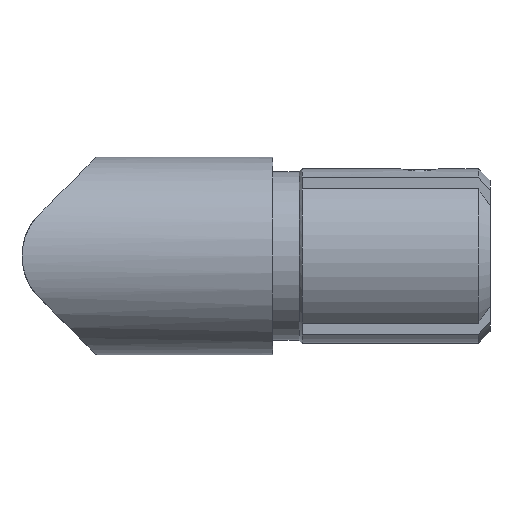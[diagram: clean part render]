
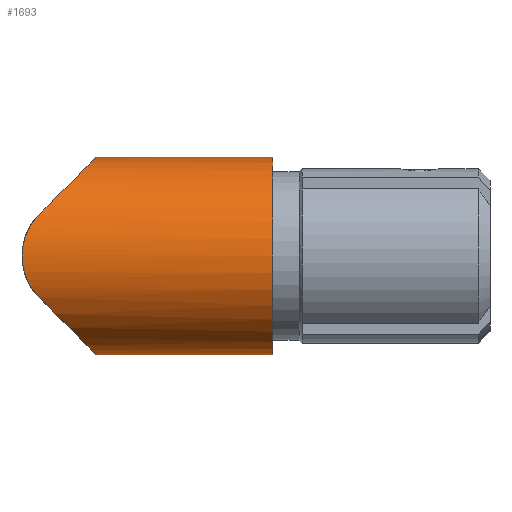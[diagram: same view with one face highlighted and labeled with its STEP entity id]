
A CAD part, left-side view. The second image highlights one B-rep face of the part: STEP entity #1693.
In plain terms, the highlighted cylindrical face has radius 16.85 mm (diameter 33.7 mm), a partial arc.
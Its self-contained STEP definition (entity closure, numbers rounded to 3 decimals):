
#127 = EDGE_CURVE ( 'NONE', #4781, #608, #13185, .T. ) ;
#142 = VERTEX_POINT ( 'NONE', #2492 ) ;
#411 = LINE ( 'NONE', #2077, #1627 ) ;
#608 = VERTEX_POINT ( 'NONE', #4255 ) ;
#736 = CARTESIAN_POINT ( 'NONE',  ( -16.248, 41.657, -4.475 ) ) ;
#871 = VECTOR ( 'NONE', #14094, 1000. ) ;
#980 = DIRECTION ( 'NONE',  ( 0., -1., 0. ) ) ;
#1627 = VECTOR ( 'NONE', #7442, 1000. ) ;
#1659 = EDGE_LOOP ( 'NONE', ( #4322, #7664, #6415, #6665, #11477, #3094 ) ) ;
#1693 = ADVANCED_FACE ( 'NONE', ( #1760 ), #11985, .T. ) ;
#1760 = FACE_OUTER_BOUND ( 'NONE', #1659, .T. ) ;
#2077 = CARTESIAN_POINT ( 'NONE',  ( 0., 46.85, -16.85 ) ) ;
#2193 = CARTESIAN_POINT ( 'NONE',  ( 0., 46.85, 16.85 ) ) ;
#2492 = CARTESIAN_POINT ( 'NONE',  ( 0., 30., -16.85 ) ) ;
#2711 = AXIS2_PLACEMENT_3D ( 'NONE', #9830, #3320, #7688 ) ;
#2933 = EDGE_CURVE ( 'NONE', #11120, #608, #4533, .T. ) ;
#3094 = ORIENTED_EDGE ( 'NONE', *, *, #2933, .T. ) ;
#3220 = EDGE_CURVE ( 'NONE', #8986, #142, #7667, .T. ) ;
#3320 = DIRECTION ( 'NONE',  ( 0., 1., 0. ) ) ;
#3371 = CARTESIAN_POINT ( 'NONE',  ( 0., 30., 16.85 ) ) ;
#3951 = CARTESIAN_POINT ( 'NONE',  ( -16.85, 42.708, -0.66 ) ) ;
#3957 = CARTESIAN_POINT ( 'NONE',  ( -12.457, 33.642, 13.208 ) ) ;
#3998 = CARTESIAN_POINT ( 'NONE',  ( -16.769, 42.572, 1.678 ) ) ;
#4003 =( BOUNDED_CURVE ( )  B_SPLINE_CURVE ( 3, ( #12438, #10085, #3957, #13410 ),
 .UNSPECIFIED., .F., .T. ) 
 B_SPLINE_CURVE_WITH_KNOTS ( ( 4, 4 ),
 ( 0., 1.138 ),
 .UNSPECIFIED. ) 
 CURVE ( )  GEOMETRIC_REPRESENTATION_ITEM ( )  RATIONAL_B_SPLINE_CURVE ( ( 1., 0.895, 0.895, 1. ) ) 
 REPRESENTATION_ITEM ( '' )  );
#4088 = CARTESIAN_POINT ( 'NONE',  ( -15.505, 40.233, -6.617 ) ) ;
#4255 = CARTESIAN_POINT ( 'NONE',  ( 0., 0., 16.85 ) ) ;
#4322 = ORIENTED_EDGE ( 'NONE', *, *, #127, .F. ) ;
#4533 = CIRCLE ( 'NONE', #2711, 16.85 ) ;
#4781 = VERTEX_POINT ( 'NONE', #3371 ) ;
#5029 = CARTESIAN_POINT ( 'NONE',  ( -16.811, 42.642, -1.326 ) ) ;
#5658 = AXIS2_PLACEMENT_3D ( 'NONE', #8567, #980, #10748 ) ;
#5931 = CARTESIAN_POINT ( 'NONE',  ( -15.504, 40.233, 6.617 ) ) ;
#6071 = CARTESIAN_POINT ( 'NONE',  ( -16.077, 41.343, 5.053 ) ) ;
#6117 = CARTESIAN_POINT ( 'NONE',  ( -16.079, 41.346, -5.049 ) ) ;
#6216 = CARTESIAN_POINT ( 'NONE',  ( -16.541, 42.18, -3.273 ) ) ;
#6339 = CARTESIAN_POINT ( 'NONE',  ( -15.295, 39.779, -7.071 ) ) ;
#6415 = ORIENTED_EDGE ( 'NONE', *, *, #13274, .T. ) ;
#6665 = ORIENTED_EDGE ( 'NONE', *, *, #3220, .T. ) ;
#6942 = CARTESIAN_POINT ( 'NONE',  ( -15.295, 39.779, 7.071 ) ) ;
#7214 = CARTESIAN_POINT ( 'NONE',  ( -16.84, 42.691, 0.675 ) ) ;
#7317 = CARTESIAN_POINT ( 'NONE',  ( -15.989, 41.178, -5.325 ) ) ;
#7319 = EDGE_CURVE ( 'NONE', #4781, #11133, #4003, .T. ) ;
#7400 = CARTESIAN_POINT ( 'NONE',  ( -12.457, 33.642, -13.208 ) ) ;
#7442 = DIRECTION ( 'NONE',  ( 0., -1., 0. ) ) ;
#7664 = ORIENTED_EDGE ( 'NONE', *, *, #7319, .T. ) ;
#7667 =( BOUNDED_CURVE ( )  B_SPLINE_CURVE ( 3, ( #6339, #7400, #12965, #9729 ),
 .UNSPECIFIED., .F., .F. ) 
 B_SPLINE_CURVE_WITH_KNOTS ( ( 4, 4 ),
 ( 5.145, 6.283 ),
 .UNSPECIFIED. ) 
 CURVE ( )  GEOMETRIC_REPRESENTATION_ITEM ( )  RATIONAL_B_SPLINE_CURVE ( ( 1., 0.895, 0.895, 1. ) ) 
 REPRESENTATION_ITEM ( '' )  );
#7688 = DIRECTION ( 'NONE',  ( 0., 0., 1. ) ) ;
#8331 = CARTESIAN_POINT ( 'NONE',  ( -16.653, 42.372, 2.653 ) ) ;
#8471 = CARTESIAN_POINT ( 'NONE',  ( -16.327, 41.799, -4.178 ) ) ;
#8567 = CARTESIAN_POINT ( 'NONE',  ( 0., 46.85, 0. ) ) ;
#8986 = VERTEX_POINT ( 'NONE', #11411 ) ;
#9475 = CARTESIAN_POINT ( 'NONE',  ( -15.295, 39.779, -7.071 ) ) ;
#9729 = CARTESIAN_POINT ( 'NONE',  ( 0., 30., -16.85 ) ) ;
#9830 = CARTESIAN_POINT ( 'NONE',  ( 0., 0., 0. ) ) ;
#10013 = B_SPLINE_CURVE_WITH_KNOTS ( 'NONE', 3,
 ( #12389, #5931, #13792, #10498, #6071, #13750, #13899, #12684, #8331, #3998, #11525, #7214, #12734, #3951, #5029, #11571, #6216, #8471, #736, #6117, #7317, #12786, #4088, #9475 ),
 .UNSPECIFIED., .F., .F.,
 ( 4, 2, 2, 2, 2, 2, 2, 2, 2, 2, 2, 4 ),
 ( 0., 0.002, 0.003, 0.004, 0.006, 0.007, 0.008, 0.01, 0.012, 0.013, 0.014, 0.016 ),
 .UNSPECIFIED. ) ;
#10040 = EDGE_CURVE ( 'NONE', #142, #11120, #411, .T. ) ;
#10085 = CARTESIAN_POINT ( 'NONE',  ( -6.761, 30., 16.85 ) ) ;
#10498 = CARTESIAN_POINT ( 'NONE',  ( -15.988, 41.176, 5.329 ) ) ;
#10748 = DIRECTION ( 'NONE',  ( 0., 0., -1. ) ) ;
#11120 = VERTEX_POINT ( 'NONE', #11348 ) ;
#11133 = VERTEX_POINT ( 'NONE', #6942 ) ;
#11348 = CARTESIAN_POINT ( 'NONE',  ( 0., 0., -16.85 ) ) ;
#11411 = CARTESIAN_POINT ( 'NONE',  ( -15.295, 39.779, -7.071 ) ) ;
#11477 = ORIENTED_EDGE ( 'NONE', *, *, #10040, .T. ) ;
#11525 = CARTESIAN_POINT ( 'NONE',  ( -16.8, 42.623, 1.345 ) ) ;
#11571 = CARTESIAN_POINT ( 'NONE',  ( -16.655, 42.376, -2.643 ) ) ;
#11985 = CYLINDRICAL_SURFACE ( 'NONE', #5658, 16.85 ) ;
#12389 = CARTESIAN_POINT ( 'NONE',  ( -15.295, 39.779, 7.071 ) ) ;
#12438 = CARTESIAN_POINT ( 'NONE',  ( 0., 30., 16.85 ) ) ;
#12684 = CARTESIAN_POINT ( 'NONE',  ( -16.54, 42.178, 3.279 ) ) ;
#12734 = CARTESIAN_POINT ( 'NONE',  ( -16.85, 42.708, 0.34 ) ) ;
#12786 = CARTESIAN_POINT ( 'NONE',  ( -15.708, 40.639, -6.124 ) ) ;
#12965 = CARTESIAN_POINT ( 'NONE',  ( -6.761, 30., -16.85 ) ) ;
#13185 = LINE ( 'NONE', #2193, #871 ) ;
#13274 = EDGE_CURVE ( 'NONE', #11133, #8986, #10013, .T. ) ;
#13410 = CARTESIAN_POINT ( 'NONE',  ( -15.295, 39.779, 7.071 ) ) ;
#13750 = CARTESIAN_POINT ( 'NONE',  ( -16.246, 41.653, 4.481 ) ) ;
#13792 = CARTESIAN_POINT ( 'NONE',  ( -15.707, 40.638, 6.125 ) ) ;
#13899 = CARTESIAN_POINT ( 'NONE',  ( -16.325, 41.796, 4.184 ) ) ;
#14094 = DIRECTION ( 'NONE',  ( 0., -1., 0. ) ) ;
